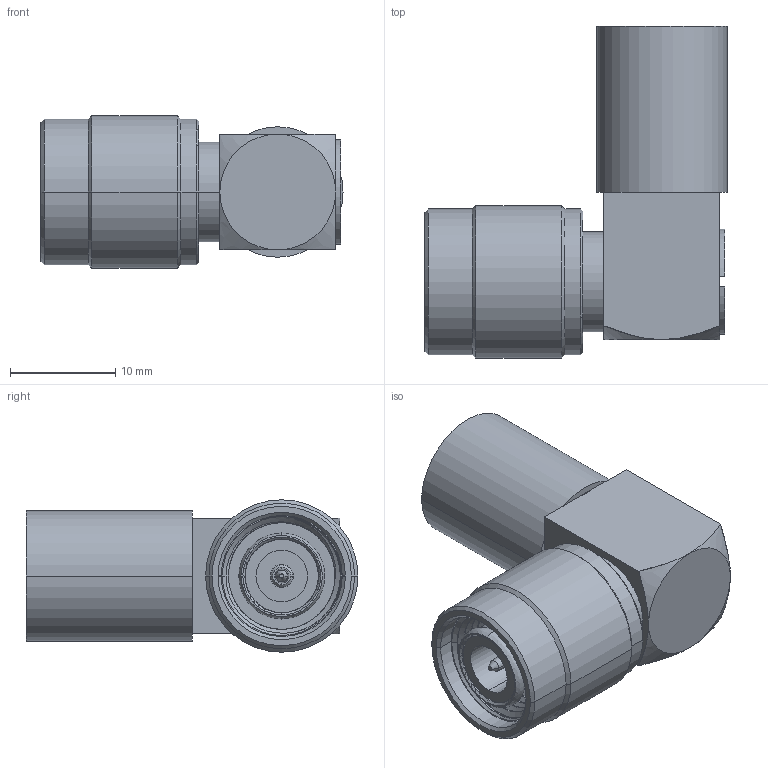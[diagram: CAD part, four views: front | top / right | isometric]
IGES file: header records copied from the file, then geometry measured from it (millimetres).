
Start section:  PTC IGES file: 031-6002-rfx.igs
Global section: file name: 031-6002-rfx.igs; native system: Pro/ENGINEER by Parametric Technology Corporation; preprocessor: 2008010; author: Administrator; organization: Unknown; date: 20091029.112354; units: millimetre
Bounding box: 28.7 x 31.54 x 14.48 mm (x, y, z)
Surface area: 4608.2 mm2 (no closed solid volume)
Topology: 0 solids, 0 shells, 150 faces, 710 edges, 708 vertices
Faces by surface type: revolution 96, bspline 54
